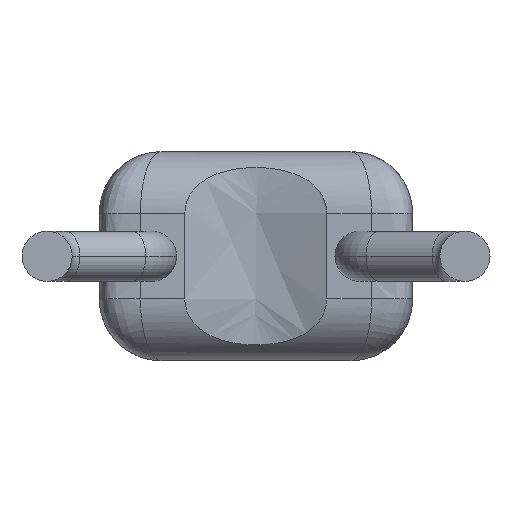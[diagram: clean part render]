
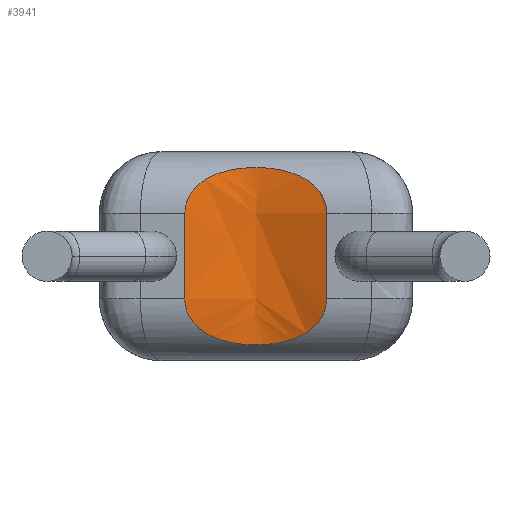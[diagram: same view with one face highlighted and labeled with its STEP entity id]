
A CAD part, front view. The second image highlights one B-rep face of the part: STEP entity #3941.
In plain terms, the highlighted free-form (B-spline) face has degree [2, 1] with [3, 2] control points.
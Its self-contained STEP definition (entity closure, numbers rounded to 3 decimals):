
#5 = DIRECTION ( 'NONE',  ( 0., 0., -1. ) ) ;
#10 = CARTESIAN_POINT ( 'NONE',  ( 1.04, 0., 1.889 ) ) ;
#41 = EDGE_CURVE ( 'NONE', #4574, #6067, #452, .T. ) ;
#180 = B_SPLINE_CURVE_WITH_KNOTS ( 'NONE', 3,
 ( #462, #5300, #4221, #970, #5777, #1558, #2628, #1509, #2092, #3716, #2138, #6316, #2116, #995, #2611, #1038, #6875, #6851 ),
 .UNSPECIFIED., .F., .F.,
 ( 4, 2, 2, 2, 2, 2, 2, 2, 4 ),
 ( 0., 0., 0.001, 0.001, 0.001, 0.001, 0.002, 0.002, 0.002 ),
 .UNSPECIFIED. ) ;
#251 = CARTESIAN_POINT ( 'NONE',  ( 2.729, 0.021, 1.985 ) ) ;
#382 = VERTEX_POINT ( 'NONE', #1813 ) ;
#434 = CARTESIAN_POINT ( 'NONE',  ( 2.376, 0.176, 2.276 ) ) ;
#452 = LINE ( 'NONE', #5173, #3819 ) ;
#462 = CARTESIAN_POINT ( 'NONE',  ( 2.765, 0., 0.75 ) ) ;
#528 = CARTESIAN_POINT ( 'NONE',  ( 1.188, 0.079, 2.135 ) ) ;
#548 = CARTESIAN_POINT ( 'NONE',  ( 2.765, 0., 0.175 ) ) ;
#593 = CARTESIAN_POINT ( 'NONE',  ( 2.617, 0.079, 2.135 ) ) ;
#924 = ORIENTED_EDGE ( 'NONE', *, *, #41, .F. ) ;
#935 = CARTESIAN_POINT ( 'NONE',  ( 1.04, 0., 10. ) ) ;
#970 = CARTESIAN_POINT ( 'NONE',  ( 2.617, 0.079, 0.405 ) ) ;
#995 = CARTESIAN_POINT ( 'NONE',  ( 1.264, 0.115, 0.348 ) ) ;
#1010 = CARTESIAN_POINT ( 'NONE',  ( 1.903, 0.498, 2.365 ) ) ;
#1032 = CARTESIAN_POINT ( 'NONE',  ( 1.04, 0., 0.175 ) ) ;
#1038 = CARTESIAN_POINT ( 'NONE',  ( 1.076, 0.021, 0.555 ) ) ;
#1406 = CARTESIAN_POINT ( 'NONE',  ( 1.04, 0., 1.79 ) ) ;
#1509 = CARTESIAN_POINT ( 'NONE',  ( 2.098, 0.239, 0.2 ) ) ;
#1558 = CARTESIAN_POINT ( 'NONE',  ( 2.377, 0.176, 0.265 ) ) ;
#1813 = CARTESIAN_POINT ( 'NONE',  ( 1.04, 0., 0.75 ) ) ;
#2040 = CARTESIAN_POINT ( 'NONE',  ( 2.098, 0.239, 2.34 ) ) ;
#2060 = CARTESIAN_POINT ( 'NONE',  ( 2.765, 0., 1.889 ) ) ;
#2092 = CARTESIAN_POINT ( 'NONE',  ( 2., 0.249, 0.192 ) ) ;
#2116 = CARTESIAN_POINT ( 'NONE',  ( 1.43, 0.176, 0.264 ) ) ;
#2138 = CARTESIAN_POINT ( 'NONE',  ( 1.707, 0.239, 0.2 ) ) ;
#2523 = CARTESIAN_POINT ( 'NONE',  ( 2.765, 0., 1.79 ) ) ;
#2611 = CARTESIAN_POINT ( 'NONE',  ( 1.188, 0.079, 0.405 ) ) ;
#2628 = CARTESIAN_POINT ( 'NONE',  ( 2.285, 0.203, 0.236 ) ) ;
#2672 = CARTESIAN_POINT ( 'NONE',  ( 1.903, 0.498, 0.175 ) ) ;
#3206 = CARTESIAN_POINT ( 'NONE',  ( 2.765, 0., 2.365 ) ) ;
#3250 = B_SPLINE_SURFACE_WITH_KNOTS ( 'NONE', 2, 1, ( 
 ( #3206, #548 ),
 ( #1010, #2672 ),
 ( #6356, #1032 ) ),
 .UNSPECIFIED., .F., .F., .F.,
 ( 3, 3 ),
 ( 2, 2 ),
 ( 0., 1. ),
 ( 0., 1. ),
 .UNSPECIFIED. ) ;
#3298 = B_SPLINE_CURVE_WITH_KNOTS ( 'NONE', 3,
 ( #4749, #10, #4195, #528, #4285, #5224, #6807, #3738, #5753, #5200, #2040, #3667, #434, #4326, #593, #251, #2060, #4162 ),
 .UNSPECIFIED., .F., .F.,
 ( 4, 2, 2, 2, 2, 2, 2, 2, 4 ),
 ( 0., 0., 0.001, 0.001, 0.001, 0.001, 0.002, 0.002, 0.002 ),
 .UNSPECIFIED. ) ;
#3311 = CARTESIAN_POINT ( 'NONE',  ( 2.765, 0., 0.75 ) ) ;
#3512 = ORIENTED_EDGE ( 'NONE', *, *, #4341, .F. ) ;
#3667 = CARTESIAN_POINT ( 'NONE',  ( 2.287, 0.203, 2.303 ) ) ;
#3716 = CARTESIAN_POINT ( 'NONE',  ( 1.805, 0.249, 0.192 ) ) ;
#3738 = CARTESIAN_POINT ( 'NONE',  ( 1.707, 0.239, 2.34 ) ) ;
#3819 = VECTOR ( 'NONE', #5, 1000. ) ;
#3941 = ADVANCED_FACE ( 'NONE', ( #4897 ), #3250, .T. ) ;
#4125 = ORIENTED_EDGE ( 'NONE', *, *, #5505, .T. ) ;
#4162 = CARTESIAN_POINT ( 'NONE',  ( 2.765, 0., 1.79 ) ) ;
#4195 = CARTESIAN_POINT ( 'NONE',  ( 1.076, 0.021, 1.984 ) ) ;
#4221 = CARTESIAN_POINT ( 'NONE',  ( 2.729, 0.021, 0.556 ) ) ;
#4222 = EDGE_CURVE ( 'NONE', #6067, #382, #180, .T. ) ;
#4285 = CARTESIAN_POINT ( 'NONE',  ( 1.263, 0.114, 2.192 ) ) ;
#4326 = CARTESIAN_POINT ( 'NONE',  ( 2.541, 0.115, 2.192 ) ) ;
#4341 = EDGE_CURVE ( 'NONE', #5166, #4574, #3298, .T. ) ;
#4574 = VERTEX_POINT ( 'NONE', #2523 ) ;
#4749 = CARTESIAN_POINT ( 'NONE',  ( 1.04, 0., 1.79 ) ) ;
#4897 = FACE_OUTER_BOUND ( 'NONE', #5480, .T. ) ;
#5166 = VERTEX_POINT ( 'NONE', #1406 ) ;
#5173 = CARTESIAN_POINT ( 'NONE',  ( 2.765, 0., 10. ) ) ;
#5200 = CARTESIAN_POINT ( 'NONE',  ( 2., 0.249, 2.348 ) ) ;
#5224 = CARTESIAN_POINT ( 'NONE',  ( 1.428, 0.176, 2.275 ) ) ;
#5300 = CARTESIAN_POINT ( 'NONE',  ( 2.765, 0., 0.651 ) ) ;
#5480 = EDGE_LOOP ( 'NONE', ( #924, #3512, #4125, #5806 ) ) ;
#5505 = EDGE_CURVE ( 'NONE', #5166, #382, #6684, .T. ) ;
#5753 = CARTESIAN_POINT ( 'NONE',  ( 1.805, 0.249, 2.348 ) ) ;
#5777 = CARTESIAN_POINT ( 'NONE',  ( 2.542, 0.114, 0.348 ) ) ;
#5806 = ORIENTED_EDGE ( 'NONE', *, *, #4222, .F. ) ;
#6067 = VERTEX_POINT ( 'NONE', #3311 ) ;
#6316 = CARTESIAN_POINT ( 'NONE',  ( 1.519, 0.203, 0.237 ) ) ;
#6351 = VECTOR ( 'NONE', #6794, 1000. ) ;
#6356 = CARTESIAN_POINT ( 'NONE',  ( 1.04, 0., 2.365 ) ) ;
#6684 = LINE ( 'NONE', #935, #6351 ) ;
#6794 = DIRECTION ( 'NONE',  ( 0., 0., -1. ) ) ;
#6807 = CARTESIAN_POINT ( 'NONE',  ( 1.52, 0.203, 2.304 ) ) ;
#6851 = CARTESIAN_POINT ( 'NONE',  ( 1.04, 0., 0.75 ) ) ;
#6875 = CARTESIAN_POINT ( 'NONE',  ( 1.04, 0., 0.651 ) ) ;
